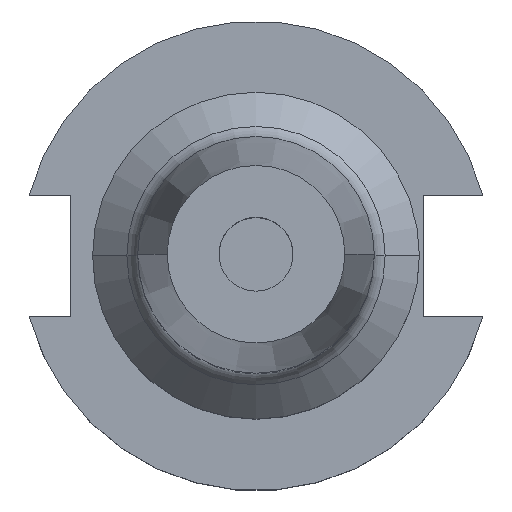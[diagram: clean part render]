
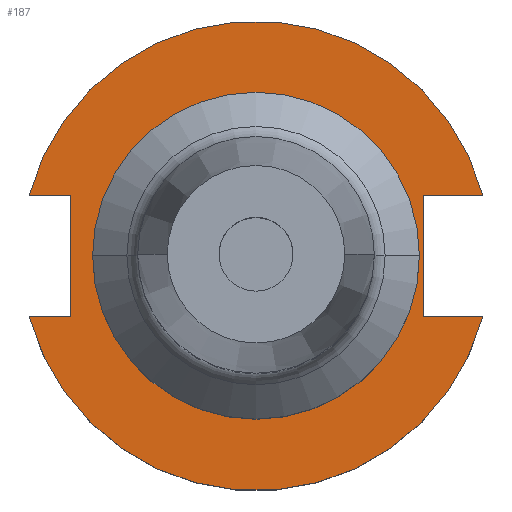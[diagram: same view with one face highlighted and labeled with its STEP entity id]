
A CAD part, top view. The second image highlights one B-rep face of the part: STEP entity #187.
In plain terms, the highlighted planar face has unit normal (0, 0, 1).
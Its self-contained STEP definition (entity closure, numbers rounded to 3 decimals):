
#16 = EDGE_CURVE ( 'NONE', #850, #577, #469, .T. ) ;
#52 = CIRCLE ( 'NONE', #1135, 22.1 ) ;
#79 = CIRCLE ( 'NONE', #1660, 31.75 ) ;
#88 = EDGE_LOOP ( 'NONE', ( #1079, #1257, #281, #674, #1467, #514, #1674, #366 ) ) ;
#89 = VECTOR ( 'NONE', #1512, 1000. ) ;
#96 = VERTEX_POINT ( 'NONE', #1181 ) ;
#112 = CARTESIAN_POINT ( 'NONE',  ( -61.091, -8.191, 19.05 ) ) ;
#114 = VECTOR ( 'NONE', #512, 1000. ) ;
#140 = CARTESIAN_POINT ( 'NONE',  ( 22.606, -8.191, 19.05 ) ) ;
#169 = AXIS2_PLACEMENT_3D ( 'NONE', #313, #1213, #437 ) ;
#181 = CARTESIAN_POINT ( 'NONE',  ( -25.091, 8.191, 19.05 ) ) ;
#187 = ADVANCED_FACE ( 'NONE', ( #570, #226 ), #1380, .F. ) ;
#200 = DIRECTION ( 'NONE',  ( -1., 0., 0. ) ) ;
#201 = VERTEX_POINT ( 'NONE', #1453 ) ;
#220 = LINE ( 'NONE', #112, #1210 ) ;
#226 = FACE_OUTER_BOUND ( 'NONE', #88, .T. ) ;
#238 = VECTOR ( 'NONE', #1262, 1000. ) ;
#242 = LINE ( 'NONE', #1104, #1277 ) ;
#251 = DIRECTION ( 'NONE',  ( 1., 0., 0. ) ) ;
#254 = DIRECTION ( 'NONE',  ( 0., 0., 1. ) ) ;
#262 = CARTESIAN_POINT ( 'NONE',  ( 0., -8.191, 19.05 ) ) ;
#281 = ORIENTED_EDGE ( 'NONE', *, *, #540, .T. ) ;
#286 = VERTEX_POINT ( 'NONE', #571 ) ;
#313 = CARTESIAN_POINT ( 'NONE',  ( 0., 0., 19.05 ) ) ;
#355 = VERTEX_POINT ( 'NONE', #713 ) ;
#366 = ORIENTED_EDGE ( 'NONE', *, *, #1009, .T. ) ;
#398 = VERTEX_POINT ( 'NONE', #1208 ) ;
#408 = DIRECTION ( 'NONE',  ( 0., 0., 1. ) ) ;
#437 = DIRECTION ( 'NONE',  ( 1., 0., 0. ) ) ;
#445 = EDGE_CURVE ( 'NONE', #1338, #355, #242, .T. ) ;
#469 = LINE ( 'NONE', #262, #114 ) ;
#487 = EDGE_CURVE ( 'NONE', #398, #286, #923, .T. ) ;
#512 = DIRECTION ( 'NONE',  ( 1., 0., 0. ) ) ;
#514 = ORIENTED_EDGE ( 'NONE', *, *, #445, .F. ) ;
#530 = DIRECTION ( 'NONE',  ( -1., 0., 0. ) ) ;
#540 = EDGE_CURVE ( 'NONE', #961, #577, #79, .T. ) ;
#565 = AXIS2_PLACEMENT_3D ( 'NONE', #1514, #1313, #530 ) ;
#570 = FACE_BOUND ( 'NONE', #952, .T. ) ;
#571 = CARTESIAN_POINT ( 'NONE',  ( -22.1, 0., 19.05 ) ) ;
#577 = VERTEX_POINT ( 'NONE', #1003 ) ;
#585 = LINE ( 'NONE', #1395, #238 ) ;
#674 = ORIENTED_EDGE ( 'NONE', *, *, #16, .F. ) ;
#681 = LINE ( 'NONE', #181, #937 ) ;
#713 = CARTESIAN_POINT ( 'NONE',  ( 22.606, 8.191, 19.05 ) ) ;
#770 = EDGE_CURVE ( 'NONE', #961, #1682, #220, .T. ) ;
#772 = CARTESIAN_POINT ( 'NONE',  ( 0., 0., 19.05 ) ) ;
#776 = LINE ( 'NONE', #1247, #89 ) ;
#850 = VERTEX_POINT ( 'NONE', #140 ) ;
#899 = DIRECTION ( 'NONE',  ( 1., 0., 0. ) ) ;
#923 = CIRCLE ( 'NONE', #1390, 22.1 ) ;
#937 = VECTOR ( 'NONE', #951, 1000. ) ;
#951 = DIRECTION ( 'NONE',  ( 0., -1., 0. ) ) ;
#952 = EDGE_LOOP ( 'NONE', ( #1130, #1703 ) ) ;
#961 = VERTEX_POINT ( 'NONE', #1392 ) ;
#1003 = CARTESIAN_POINT ( 'NONE',  ( 30.675, -8.191, 19.05 ) ) ;
#1009 = EDGE_CURVE ( 'NONE', #201, #96, #585, .T. ) ;
#1023 = CARTESIAN_POINT ( 'NONE',  ( 0., 0., 19.05 ) ) ;
#1079 = ORIENTED_EDGE ( 'NONE', *, *, #1199, .T. ) ;
#1104 = CARTESIAN_POINT ( 'NONE',  ( 0., 8.191, 19.05 ) ) ;
#1130 = ORIENTED_EDGE ( 'NONE', *, *, #487, .F. ) ;
#1135 = AXIS2_PLACEMENT_3D ( 'NONE', #1177, #408, #1321 ) ;
#1153 = CIRCLE ( 'NONE', #169, 31.75 ) ;
#1154 = DIRECTION ( 'NONE',  ( 1., 0., 0. ) ) ;
#1177 = CARTESIAN_POINT ( 'NONE',  ( 0., 0., 19.05 ) ) ;
#1181 = CARTESIAN_POINT ( 'NONE',  ( -25.091, 8.191, 19.05 ) ) ;
#1199 = EDGE_CURVE ( 'NONE', #96, #1682, #681, .T. ) ;
#1208 = CARTESIAN_POINT ( 'NONE',  ( 22.1, 0., 19.05 ) ) ;
#1210 = VECTOR ( 'NONE', #251, 1000. ) ;
#1213 = DIRECTION ( 'NONE',  ( 0., 0., 1. ) ) ;
#1247 = CARTESIAN_POINT ( 'NONE',  ( 22.606, 22.1, 19.05 ) ) ;
#1257 = ORIENTED_EDGE ( 'NONE', *, *, #770, .F. ) ;
#1262 = DIRECTION ( 'NONE',  ( 1., 0., 0. ) ) ;
#1277 = VECTOR ( 'NONE', #200, 1000. ) ;
#1313 = DIRECTION ( 'NONE',  ( 0., 0., -1. ) ) ;
#1318 = EDGE_CURVE ( 'NONE', #850, #355, #776, .T. ) ;
#1321 = DIRECTION ( 'NONE',  ( 1., 0., 0. ) ) ;
#1338 = VERTEX_POINT ( 'NONE', #1448 ) ;
#1357 = EDGE_CURVE ( 'NONE', #286, #398, #52, .T. ) ;
#1380 = PLANE ( 'NONE',  #565 ) ;
#1390 = AXIS2_PLACEMENT_3D ( 'NONE', #1023, #254, #1154 ) ;
#1392 = CARTESIAN_POINT ( 'NONE',  ( -30.675, -8.191, 19.05 ) ) ;
#1395 = CARTESIAN_POINT ( 'NONE',  ( -61.091, 8.191, 19.05 ) ) ;
#1448 = CARTESIAN_POINT ( 'NONE',  ( 30.675, 8.191, 19.05 ) ) ;
#1453 = CARTESIAN_POINT ( 'NONE',  ( -30.675, 8.191, 19.05 ) ) ;
#1467 = ORIENTED_EDGE ( 'NONE', *, *, #1318, .T. ) ;
#1512 = DIRECTION ( 'NONE',  ( 0., 1., 0. ) ) ;
#1514 = CARTESIAN_POINT ( 'NONE',  ( 0., 22.1, 19.05 ) ) ;
#1535 = CARTESIAN_POINT ( 'NONE',  ( -25.091, -8.191, 19.05 ) ) ;
#1648 = EDGE_CURVE ( 'NONE', #1338, #201, #1153, .T. ) ;
#1660 = AXIS2_PLACEMENT_3D ( 'NONE', #772, #1702, #899 ) ;
#1674 = ORIENTED_EDGE ( 'NONE', *, *, #1648, .T. ) ;
#1682 = VERTEX_POINT ( 'NONE', #1535 ) ;
#1702 = DIRECTION ( 'NONE',  ( 0., 0., 1. ) ) ;
#1703 = ORIENTED_EDGE ( 'NONE', *, *, #1357, .F. ) ;
